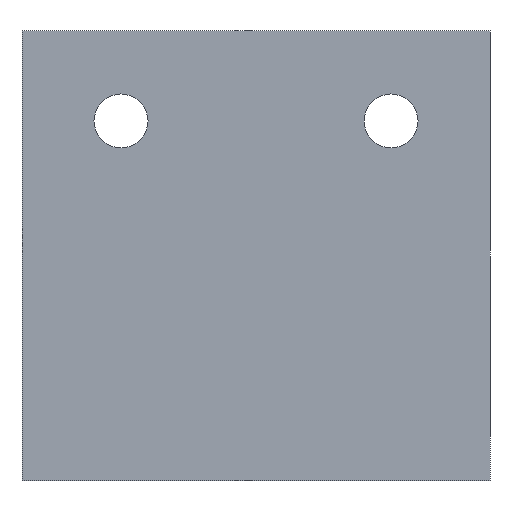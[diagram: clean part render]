
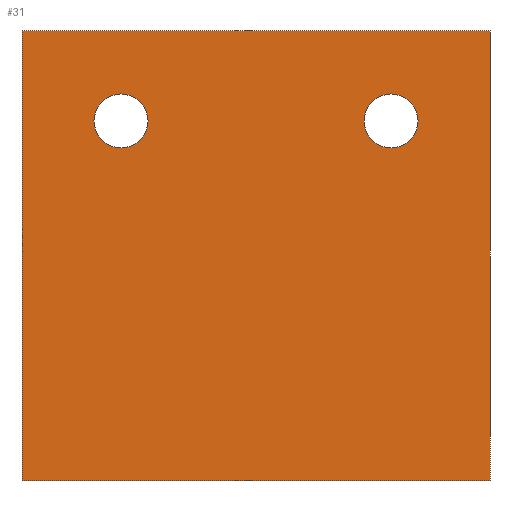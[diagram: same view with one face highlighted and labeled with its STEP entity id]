
A CAD part, front view. The second image highlights one B-rep face of the part: STEP entity #31.
In plain terms, the highlighted planar face has unit normal (0, -1, 0).
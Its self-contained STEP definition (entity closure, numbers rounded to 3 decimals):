
#16 = DIRECTION ( 'NONE',  ( -1., 0., 0. ) ) ;
#28 = ORIENTED_EDGE ( 'NONE', *, *, #1284, .F. ) ;
#31 = ADVANCED_FACE ( 'NONE', ( #332, #432, #220 ), #735, .F. ) ;
#40 = ORIENTED_EDGE ( 'NONE', *, *, #1066, .F. ) ;
#44 = AXIS2_PLACEMENT_3D ( 'NONE', #624, #531, #937 ) ;
#71 = VERTEX_POINT ( 'NONE', #416 ) ;
#109 = CARTESIAN_POINT ( 'NONE',  ( 15., 0., 37. ) ) ;
#117 = CARTESIAN_POINT ( 'NONE',  ( 26., 0., 50. ) ) ;
#129 = DIRECTION ( 'NONE',  ( 0., -1., 0. ) ) ;
#144 = CARTESIAN_POINT ( 'NONE',  ( -26., 0., 0. ) ) ;
#151 = EDGE_CURVE ( 'NONE', #71, #500, #438, .T. ) ;
#197 = EDGE_CURVE ( 'NONE', #230, #284, #1020, .T. ) ;
#201 = DIRECTION ( 'NONE',  ( 0., 0., 1. ) ) ;
#220 = FACE_OUTER_BOUND ( 'NONE', #512, .T. ) ;
#230 = VERTEX_POINT ( 'NONE', #109 ) ;
#265 = CARTESIAN_POINT ( 'NONE',  ( 26., 0., 0. ) ) ;
#284 = VERTEX_POINT ( 'NONE', #353 ) ;
#332 = FACE_BOUND ( 'NONE', #613, .T. ) ;
#353 = CARTESIAN_POINT ( 'NONE',  ( 15., 0., 43. ) ) ;
#354 = VECTOR ( 'NONE', #669, 1000. ) ;
#363 = ORIENTED_EDGE ( 'NONE', *, *, #151, .F. ) ;
#415 = CIRCLE ( 'NONE', #607, 3. ) ;
#416 = CARTESIAN_POINT ( 'NONE',  ( -15., 0., 43. ) ) ;
#426 = EDGE_CURVE ( 'NONE', #500, #71, #415, .T. ) ;
#432 = FACE_BOUND ( 'NONE', #567, .T. ) ;
#438 = CIRCLE ( 'NONE', #1184, 3. ) ;
#458 = LINE ( 'NONE', #646, #529 ) ;
#497 = CARTESIAN_POINT ( 'NONE',  ( -26., 0., 50. ) ) ;
#500 = VERTEX_POINT ( 'NONE', #968 ) ;
#512 = EDGE_LOOP ( 'NONE', ( #950, #551, #28, #674 ) ) ;
#514 = EDGE_CURVE ( 'NONE', #1019, #885, #753, .T. ) ;
#529 = VECTOR ( 'NONE', #744, 1000. ) ;
#531 = DIRECTION ( 'NONE',  ( 0., 1., 0. ) ) ;
#537 = LINE ( 'NONE', #1027, #954 ) ;
#544 = CARTESIAN_POINT ( 'NONE',  ( 15., 0., 40. ) ) ;
#550 = DIRECTION ( 'NONE',  ( 0., 0., 1. ) ) ;
#551 = ORIENTED_EDGE ( 'NONE', *, *, #514, .F. ) ;
#567 = EDGE_LOOP ( 'NONE', ( #40, #685 ) ) ;
#585 = AXIS2_PLACEMENT_3D ( 'NONE', #806, #1298, #201 ) ;
#607 = AXIS2_PLACEMENT_3D ( 'NONE', #625, #129, #1255 ) ;
#610 = AXIS2_PLACEMENT_3D ( 'NONE', #544, #736, #550 ) ;
#613 = EDGE_LOOP ( 'NONE', ( #363, #642 ) ) ;
#624 = CARTESIAN_POINT ( 'NONE',  ( 26., 0., 0. ) ) ;
#625 = CARTESIAN_POINT ( 'NONE',  ( -15., 0., 40. ) ) ;
#642 = ORIENTED_EDGE ( 'NONE', *, *, #426, .F. ) ;
#646 = CARTESIAN_POINT ( 'NONE',  ( 26., 0., 0. ) ) ;
#669 = DIRECTION ( 'NONE',  ( -1., 0., 0. ) ) ;
#674 = ORIENTED_EDGE ( 'NONE', *, *, #971, .T. ) ;
#685 = ORIENTED_EDGE ( 'NONE', *, *, #197, .F. ) ;
#702 = VERTEX_POINT ( 'NONE', #497 ) ;
#703 = LINE ( 'NONE', #117, #1123 ) ;
#735 = PLANE ( 'NONE',  #44 ) ;
#736 = DIRECTION ( 'NONE',  ( 0., -1., 0. ) ) ;
#744 = DIRECTION ( 'NONE',  ( 0., 0., -1. ) ) ;
#753 = LINE ( 'NONE', #265, #354 ) ;
#806 = CARTESIAN_POINT ( 'NONE',  ( 15., 0., 40. ) ) ;
#849 = EDGE_CURVE ( 'NONE', #702, #885, #537, .T. ) ;
#883 = DIRECTION ( 'NONE',  ( 0., -1., 0. ) ) ;
#885 = VERTEX_POINT ( 'NONE', #144 ) ;
#922 = DIRECTION ( 'NONE',  ( 0., 0., -1. ) ) ;
#937 = DIRECTION ( 'NONE',  ( 0., 0., 1. ) ) ;
#950 = ORIENTED_EDGE ( 'NONE', *, *, #849, .T. ) ;
#954 = VECTOR ( 'NONE', #922, 1000. ) ;
#964 = CARTESIAN_POINT ( 'NONE',  ( 26., 0., 0. ) ) ;
#968 = CARTESIAN_POINT ( 'NONE',  ( -15., 0., 37. ) ) ;
#971 = EDGE_CURVE ( 'NONE', #1215, #702, #703, .T. ) ;
#1003 = CIRCLE ( 'NONE', #610, 3. ) ;
#1019 = VERTEX_POINT ( 'NONE', #964 ) ;
#1020 = CIRCLE ( 'NONE', #585, 3. ) ;
#1027 = CARTESIAN_POINT ( 'NONE',  ( -26., 0., 0. ) ) ;
#1066 = EDGE_CURVE ( 'NONE', #284, #230, #1003, .T. ) ;
#1087 = CARTESIAN_POINT ( 'NONE',  ( 26., 0., 50. ) ) ;
#1123 = VECTOR ( 'NONE', #16, 1000. ) ;
#1157 = CARTESIAN_POINT ( 'NONE',  ( -15., 0., 40. ) ) ;
#1184 = AXIS2_PLACEMENT_3D ( 'NONE', #1157, #883, #1283 ) ;
#1215 = VERTEX_POINT ( 'NONE', #1087 ) ;
#1255 = DIRECTION ( 'NONE',  ( 0., 0., 1. ) ) ;
#1283 = DIRECTION ( 'NONE',  ( 0., 0., 1. ) ) ;
#1284 = EDGE_CURVE ( 'NONE', #1215, #1019, #458, .T. ) ;
#1298 = DIRECTION ( 'NONE',  ( 0., -1., 0. ) ) ;
